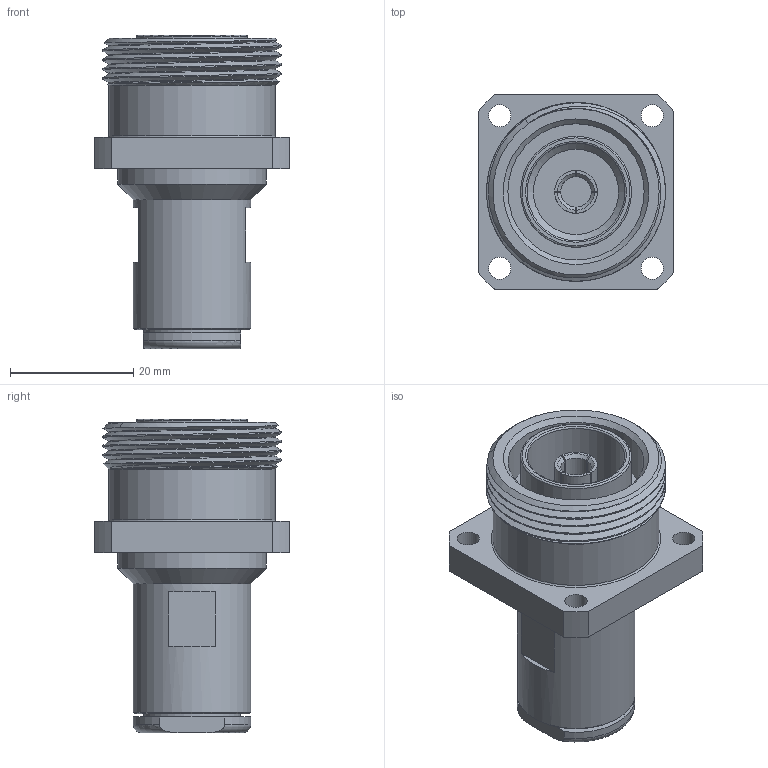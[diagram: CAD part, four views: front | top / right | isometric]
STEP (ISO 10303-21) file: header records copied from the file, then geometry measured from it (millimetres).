
FILE_DESCRIPTION (( 'STEP AP203' ), '1' );
FILE_NAME ('PE44291_3D.step', '2022-07-18T19:02:19', ( '' ), ( '' ), 'SwSTEP 2.0', 'SolidWorks 2021', '' );
FILE_SCHEMA (( 'CONFIG_CONTROL_DESIGN' ));
Length unit declared in the file: inch
Products named in the file (1): PE44291_3D
Bounding box: 31.75 x 31.75 x 50.8 mm (x, y, z)
Volume: 19044.3 mm3; surface area: 8735.3 mm2
Topology: 1 solids, 1 shells, 80 faces, 199 edges, 131 vertices
Faces by surface type: plane 39, cylinder 21, cone 12, torus 5, bspline 3
Full cylindrical faces by diameter (mm): 3.607 x4, 4.96 x1, 6.94 x1, 11.303 x1, 15.748 x1, 15.85 x1, 18 x1, 19.05 x1, 22.1 x1, 24.13 x1, 27 x1
Entity records: 4034 total; most frequent: CARTESIAN_POINT 2217, DIRECTION 366, ORIENTED_EDGE 320, EDGE_CURVE 160, AXIS2_PLACEMENT_3D 151, EDGE_LOOP 122, VERTEX_POINT 118, FACE_OUTER_BOUND 96
